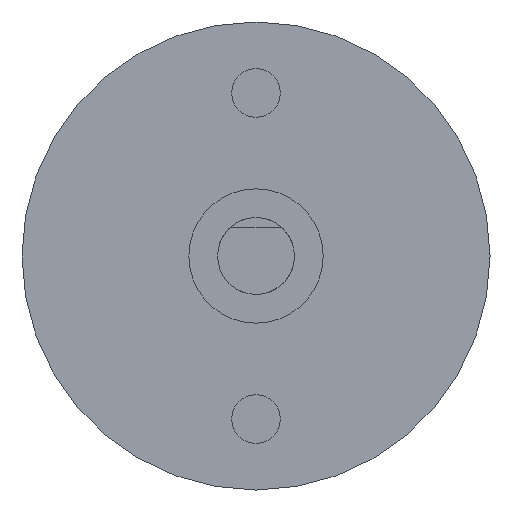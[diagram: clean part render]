
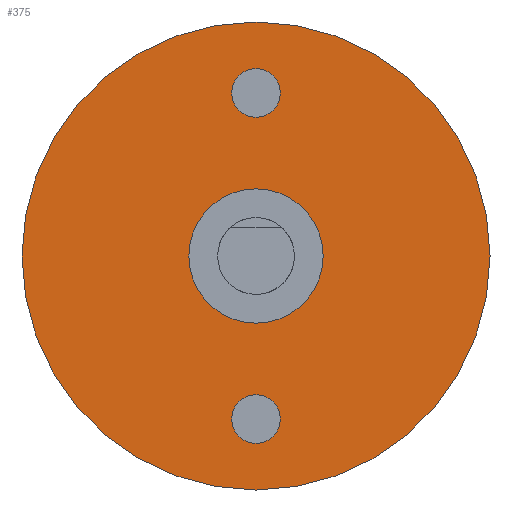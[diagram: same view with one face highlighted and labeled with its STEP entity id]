
A CAD part, front view. The second image highlights one B-rep face of the part: STEP entity #375.
In plain terms, the highlighted planar face has unit normal (0, -1, 0).
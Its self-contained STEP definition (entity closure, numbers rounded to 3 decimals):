
#18=FACE_BOUND('',#84,.T.);
#19=FACE_BOUND('',#85,.T.);
#20=FACE_BOUND('',#86,.T.);
#31=CIRCLE('',#418,12.2);
#32=CIRCLE('',#419,1.265);
#33=CIRCLE('',#420,1.265);
#34=CIRCLE('',#421,3.5);
#55=FACE_OUTER_BOUND('',#83,.T.);
#83=EDGE_LOOP('',(#302));
#84=EDGE_LOOP('',(#303));
#85=EDGE_LOOP('',(#304));
#86=EDGE_LOOP('',(#305));
#186=VERTEX_POINT('',#616);
#187=VERTEX_POINT('',#618);
#188=VERTEX_POINT('',#620);
#189=VERTEX_POINT('',#622);
#227=EDGE_CURVE('',#186,#186,#31,.T.);
#228=EDGE_CURVE('',#187,#187,#32,.T.);
#229=EDGE_CURVE('',#188,#188,#33,.T.);
#230=EDGE_CURVE('',#189,#189,#34,.T.);
#302=ORIENTED_EDGE('',*,*,#227,.F.);
#303=ORIENTED_EDGE('',*,*,#228,.T.);
#304=ORIENTED_EDGE('',*,*,#229,.T.);
#305=ORIENTED_EDGE('',*,*,#230,.T.);
#355=PLANE('',#417);
#375=ADVANCED_FACE('',(#55,#18,#19,#20),#355,.F.);
#417=AXIS2_PLACEMENT_3D('',#615,#499,#500);
#418=AXIS2_PLACEMENT_3D('',#617,#501,#502);
#419=AXIS2_PLACEMENT_3D('',#619,#503,#504);
#420=AXIS2_PLACEMENT_3D('',#621,#505,#506);
#421=AXIS2_PLACEMENT_3D('',#623,#507,#508);
#499=DIRECTION('center_axis',(0.,1.,0.));
#500=DIRECTION('ref_axis',(1.,0.,0.));
#501=DIRECTION('center_axis',(0.,1.,0.));
#502=DIRECTION('ref_axis',(1.,0.,0.));
#503=DIRECTION('center_axis',(0.,1.,0.));
#504=DIRECTION('ref_axis',(0.,0.,-1.));
#505=DIRECTION('center_axis',(0.,1.,0.));
#506=DIRECTION('ref_axis',(0.,0.,-1.));
#507=DIRECTION('center_axis',(0.,1.,0.));
#508=DIRECTION('ref_axis',(1.,0.,0.));
#615=CARTESIAN_POINT('Origin',(0.,0.,0.));
#616=CARTESIAN_POINT('',(-12.2,0.,0.));
#617=CARTESIAN_POINT('Origin',(0.,0.,0.));
#618=CARTESIAN_POINT('',(0.,0.,9.765));
#619=CARTESIAN_POINT('Origin',(0.,0.,8.5));
#620=CARTESIAN_POINT('',(0.,0.,-7.236));
#621=CARTESIAN_POINT('Origin',(0.,0.,-8.5));
#622=CARTESIAN_POINT('',(-3.5,0.,0.));
#623=CARTESIAN_POINT('Origin',(0.,0.,0.));
